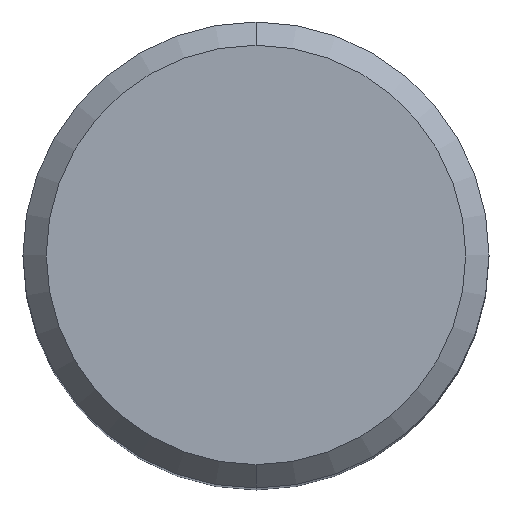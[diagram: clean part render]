
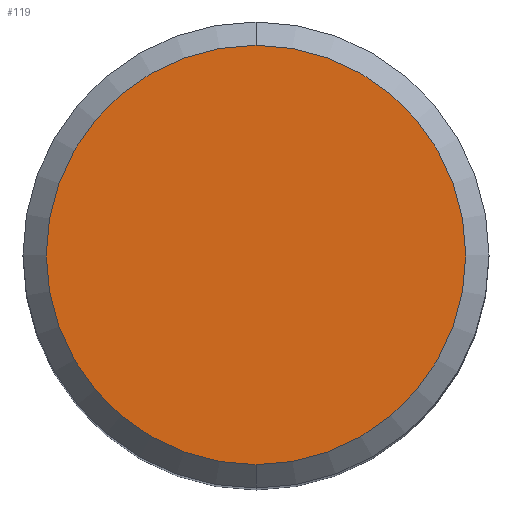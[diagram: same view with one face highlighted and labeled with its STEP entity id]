
A CAD part, top view. The second image highlights one B-rep face of the part: STEP entity #119.
In plain terms, the highlighted planar face has unit normal (0, 0, 1).
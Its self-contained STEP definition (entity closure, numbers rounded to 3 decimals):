
#119=ADVANCED_FACE('',(#272),#273,.T.);
#129=EDGE_CURVE('',#143,#227,#284,.T.);
#143=VERTEX_POINT('',#299);
#187=EDGE_CURVE('',#227,#143,#348,.T.);
#227=VERTEX_POINT('',#395);
#272=FACE_OUTER_BOUND('',#439,.T.);
#273=PLANE('',#440);
#284=CIRCLE('',#456,9.0);
#299=CARTESIAN_POINT('',(0.0,9.0,0.));
#348=CIRCLE('',#539,9.0);
#395=CARTESIAN_POINT('',(0.,-9.0,0.));
#439=EDGE_LOOP('',(#627,#628));
#440=AXIS2_PLACEMENT_3D('',#629,#630,#631);
#456=AXIS2_PLACEMENT_3D('',#642,#643,#644);
#539=AXIS2_PLACEMENT_3D('',#719,#720,#721);
#627=ORIENTED_EDGE('',*,*,#129,.F.);
#628=ORIENTED_EDGE('',*,*,#187,.F.);
#629=CARTESIAN_POINT('',(0.0,4.5,0.));
#630=DIRECTION('',(-0.0,0.0,1.0));
#631=DIRECTION('',(0.0,-1.0,0.0));
#642=CARTESIAN_POINT('',(0.0,0.0,0.));
#643=DIRECTION('',(0.0,0.0,-1.0));
#644=DIRECTION('',(0.0,1.0,0.0));
#719=CARTESIAN_POINT('',(0.0,0.0,0.));
#720=DIRECTION('',(0.0,0.0,-1.0));
#721=DIRECTION('',(0.0,1.0,0.0));
